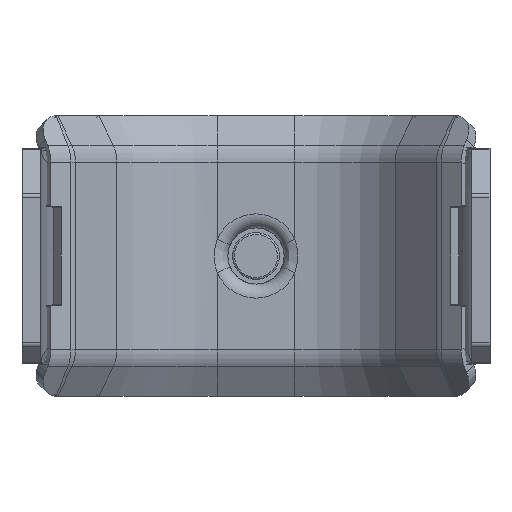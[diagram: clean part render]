
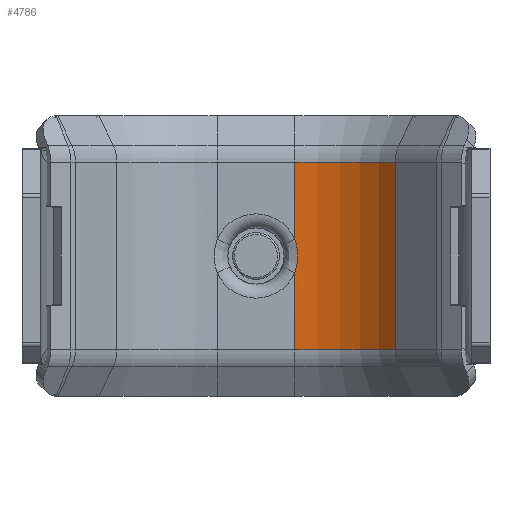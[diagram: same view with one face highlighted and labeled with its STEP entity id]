
A CAD part, front view. The second image highlights one B-rep face of the part: STEP entity #4786.
In plain terms, the highlighted cylindrical face has radius 14 mm (diameter 28 mm), a partial arc.
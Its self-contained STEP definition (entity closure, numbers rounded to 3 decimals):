
#126=B_SPLINE_CURVE_WITH_KNOTS('',3,(#9903,#9904,#9905,#9906),
 .UNSPECIFIED.,.F.,.F.,(4,4),(-6.283,0.),
 .UNSPECIFIED.);
#458=FACE_OUTER_BOUND('',#756,.T.);
#756=EDGE_LOOP('',(#3785,#3786,#3787,#3788,#3789,#3790));
#1150=LINE('',#9913,#1563);
#1151=LINE('',#9917,#1564);
#1152=LINE('',#9920,#1565);
#1563=VECTOR('',#6182,10.);
#1564=VECTOR('',#6185,10.);
#1565=VECTOR('',#6188,10.);
#1853=CIRCLE('',#5238,14.);
#1854=CIRCLE('',#5239,14.);
#2207=VERTEX_POINT('',#9836);
#2215=VERTEX_POINT('',#9880);
#2216=VERTEX_POINT('',#9912);
#2217=VERTEX_POINT('',#9914);
#2218=VERTEX_POINT('',#9916);
#2219=VERTEX_POINT('',#9918);
#2770=EDGE_CURVE('',#2207,#2215,#126,.T.);
#2772=EDGE_CURVE('',#2216,#2207,#1150,.T.);
#2773=EDGE_CURVE('',#2217,#2216,#1853,.T.);
#2774=EDGE_CURVE('',#2217,#2218,#1151,.T.);
#2775=EDGE_CURVE('',#2218,#2219,#1854,.T.);
#2776=EDGE_CURVE('',#2215,#2219,#1152,.T.);
#3785=ORIENTED_EDGE('',*,*,#2770,.F.);
#3786=ORIENTED_EDGE('',*,*,#2772,.F.);
#3787=ORIENTED_EDGE('',*,*,#2773,.F.);
#3788=ORIENTED_EDGE('',*,*,#2774,.T.);
#3789=ORIENTED_EDGE('',*,*,#2775,.T.);
#3790=ORIENTED_EDGE('',*,*,#2776,.F.);
#4627=CYLINDRICAL_SURFACE('',#5237,14.);
#4786=ADVANCED_FACE('',(#458),#4627,.F.);
#5237=AXIS2_PLACEMENT_3D('',#9911,#6180,#6181);
#5238=AXIS2_PLACEMENT_3D('',#9915,#6183,#6184);
#5239=AXIS2_PLACEMENT_3D('',#9919,#6186,#6187);
#6180=DIRECTION('center_axis',(-1.,0.,0.));
#6181=DIRECTION('ref_axis',(0.,0.966,-0.259));
#6182=DIRECTION('',(-1.,0.,0.));
#6183=DIRECTION('center_axis',(-1.,0.,0.));
#6184=DIRECTION('ref_axis',(0.,0.985,0.174));
#6185=DIRECTION('',(-1.,0.,0.));
#6186=DIRECTION('center_axis',(-1.,0.,0.));
#6187=DIRECTION('ref_axis',(0.,0.985,0.174));
#6188=DIRECTION('',(-1.,0.,0.));
#9836=CARTESIAN_POINT('',(-13.234,-3.81,-21.71));
#9880=CARTESIAN_POINT('',(-16.766,-3.81,-21.71));
#9903=CARTESIAN_POINT('Ctrl Pts',(-13.234,-3.81,-21.71));
#9904=CARTESIAN_POINT('Ctrl Pts',(-14.347,-3.534,-21.381));
#9905=CARTESIAN_POINT('Ctrl Pts',(-15.653,-3.534,-21.381));
#9906=CARTESIAN_POINT('Ctrl Pts',(-16.766,-3.81,-21.71));
#9911=CARTESIAN_POINT('Origin',(-15.,-14.535,-12.711));
#9912=CARTESIAN_POINT('',(-4.975,-3.81,-21.71));
#9913=CARTESIAN_POINT('',(-25.025,-3.81,-21.71));
#9914=CARTESIAN_POINT('',(-4.975,-0.747,-10.279));
#9915=CARTESIAN_POINT('Origin',(-4.975,-14.535,-12.711));
#9916=CARTESIAN_POINT('',(-25.025,-0.747,-10.279));
#9917=CARTESIAN_POINT('',(-25.025,-0.747,-10.279));
#9918=CARTESIAN_POINT('',(-25.025,-3.81,-21.71));
#9919=CARTESIAN_POINT('Origin',(-25.025,-14.535,-12.711));
#9920=CARTESIAN_POINT('',(-25.025,-3.81,-21.71));
